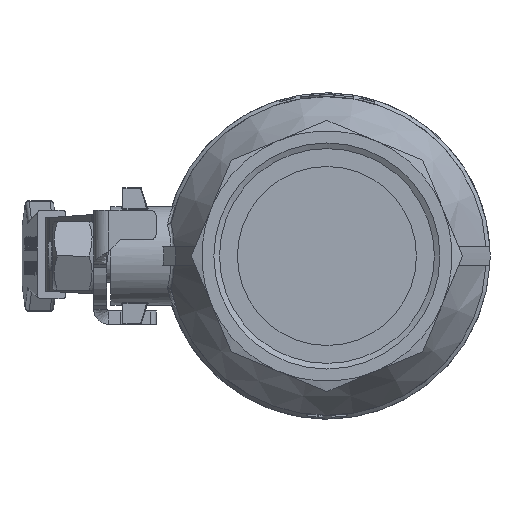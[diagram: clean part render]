
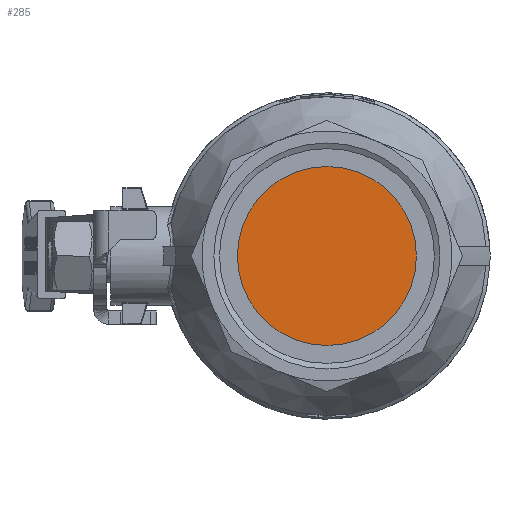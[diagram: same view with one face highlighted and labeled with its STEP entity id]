
A CAD part, left-side view. The second image highlights one B-rep face of the part: STEP entity #285.
In plain terms, the highlighted planar face has unit normal (-1, 0, 0).
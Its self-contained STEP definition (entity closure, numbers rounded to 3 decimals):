
#269=CARTESIAN_POINT('',(-32.785,-15.454,0.0));
#270=DIRECTION('',(-1.0,0.0,0.0));
#271=DIRECTION('',(0.0,0.0,1.0));
#272=AXIS2_PLACEMENT_3D('',#269,#270,#271);
#273=PLANE('',#272);
#274=CARTESIAN_POINT('',(-32.785,-23.6,0.));
#275=VERTEX_POINT('',#274);
#276=CARTESIAN_POINT('',(-32.785,0.0,0.0));
#277=DIRECTION('',(1.0,0.0,0.0));
#278=DIRECTION('',(0.0,1.0,0.0));
#279=AXIS2_PLACEMENT_3D('',#276,#277,#278);
#280=CIRCLE('',#279,23.6);
#281=EDGE_CURVE('',#275,#275,#280,.T.);
#282=ORIENTED_EDGE('',*,*,#281,.F.);
#283=EDGE_LOOP('',(#282));
#284=FACE_OUTER_BOUND('',#283,.T.);
#285=ADVANCED_FACE('',(#284),#273,.T.);
